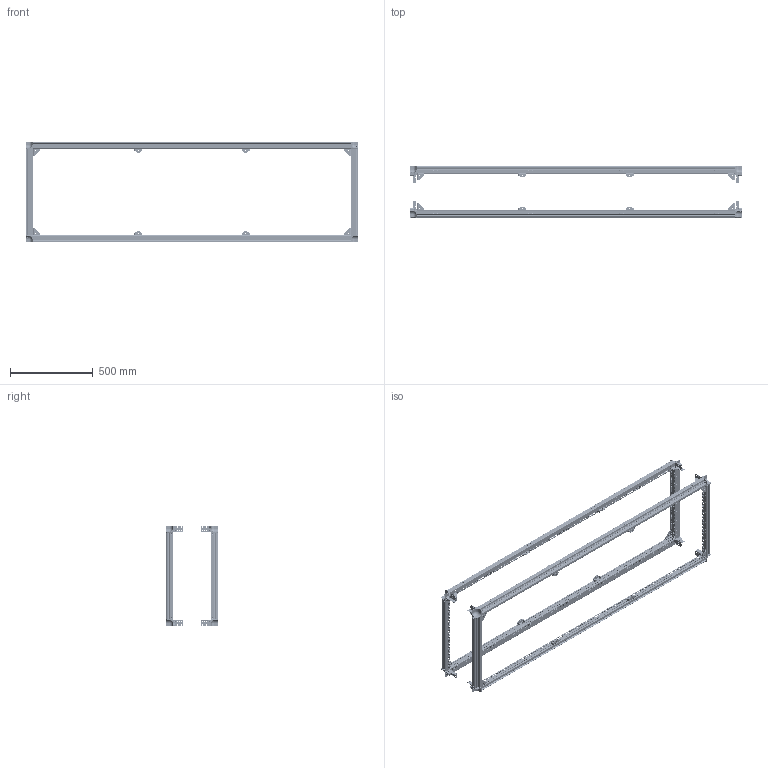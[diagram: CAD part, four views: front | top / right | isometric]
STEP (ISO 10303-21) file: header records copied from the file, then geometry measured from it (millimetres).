
FILE_DESCRIPTION (( 'STEP AP214' ), '1' );
FILE_NAME ('F2D600 Ðàìû_èçì0018_11.18.step', '2020-11-05T17:59:42', ( '' ), ( '' ), 'SwSTEP 2.0', 'SolidWorks 2019', '' );
FILE_SCHEMA (( 'AUTOMOTIVE_DESIGN' ));
Length unit declared in the file: millimetre
Products named in the file (179): Âèíò ñàìîíàðåçàþùèé Ì6 DIN 7516À; Çàêëåïêà ðåçüáîâàÿ çàêðûòàÿ Ì6 àðò. 335276; AVT001.01.22.00 砐櫇謥玁縺_00; AVT001.00.00.04 Êðîíøòåéí óãëîâîé_èçâ0035_05.19; Ãàéêà êëåòåâàÿ Ì6_3À; AVT001.00.00.05 Êðîíøòåéí ñîåäèíèòåëüíûé_èçâ0035_05.19; AVT001.01.21.00 Ðàìà_èçâ0025_01.19_00; AVT001.01.20.01 Ïðîôèëü L_1925; TCA001 Ñîåäèíèòåëü óãëîâîé_00; AVT001.01.20.01 Ïðîôèëü L_1925_00; AVT001.10.00.04 赶鎀鍧; Âèíò ñàìîíàðåçàþùèé Ì6 DIN 7516À_6å16; TCA001 Ñîåäèíèòåëü óãëîâîé; AVT001.01.20.00 冓憵_00; AVT001.00.00.04 Êðîíøòåéí óãëîâîé_èçâ0035_05.19_00; F2D600 Ðàìû_èçì0018_11.18; AVT001.10.00.04 赶鎀鍧_01; AVT001.01.22.02 Ïðîôèëü; Çàêëåïêà ðåçüáîâàÿ çàêðûòàÿ Ì6 àðò. 335276_00; AVT001.10.00.04 赶鎀鍧_00; AVT001.01.22.02 橡铘桦黖01; AVT001.00.00.05 Êðîíøòåéí ñîåäèíèòåëüíûé_èçâ0035_05.19_00
Assembly tree (168 placements, depth 5):
  Âèíò ñàìîíàðåçàþùèé Ì6 DIN 7516À
  Çàêëåïêà ðåçüáîâàÿ çàêðûòàÿ Ì6 àðò. 335276
  Çàêëåïêà ðåçüáîâàÿ çàêðûòàÿ Ì6 àðò. 335276
  AVT001.00.00.04 Êðîíøòåéí óãëîâîé_èçâ0035_05.19
  Âèíò ñàìîíàðåçàþùèé Ì6 DIN 7516À
Bounding box: 2010 x 311 x 610.5 mm (x, y, z)
Volume: 3086859.1 mm3; surface area: 3705117.7 mm2
Topology: 160 solids, 160 shells, 18736 faces, 50412 edges, 31664 vertices
Faces by surface type: plane 9344, cylinder 6416, bspline 1160, torus 800, sphere 664, cone 352
Entity records: 102296 total; most frequent: CARTESIAN_POINT 20507, ORIENTED_EDGE 16396, DIRECTION 15763, EDGE_CURVE 8198, VECTOR 5587, LINE 5587, VERTEX_POINT 5310, AXIS2_PLACEMENT_3D 5088
